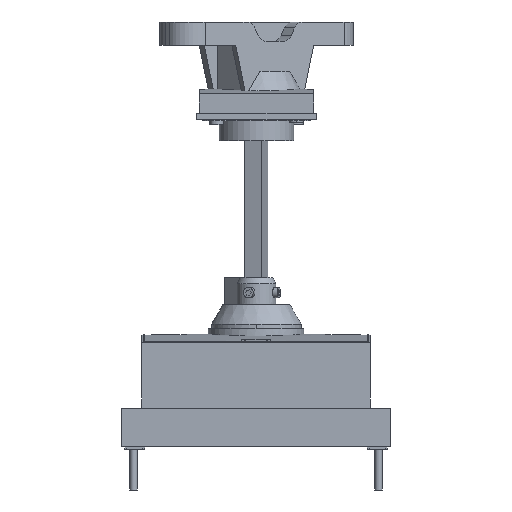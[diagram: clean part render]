
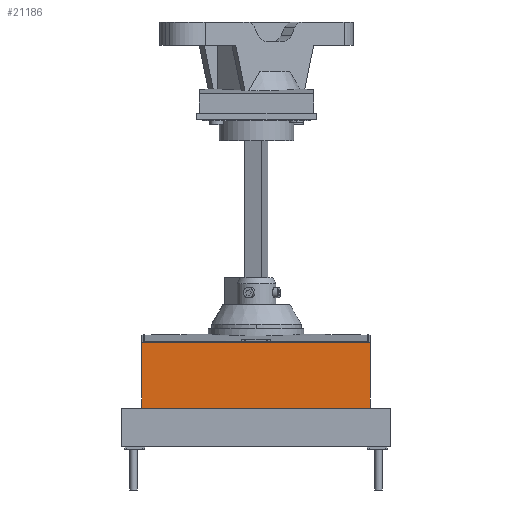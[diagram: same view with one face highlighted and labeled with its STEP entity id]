
A CAD part, front view. The second image highlights one B-rep face of the part: STEP entity #21186.
In plain terms, the highlighted planar face has unit normal (0, -1, 0).
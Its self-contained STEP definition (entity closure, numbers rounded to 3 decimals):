
#6150=DIRECTION('',(1.,0.,0.));
#6151=VECTOR('',#6150,153.);
#6152=CARTESIAN_POINT('',(13.5,3.,54.8));
#6153=LINE('',#6152,#6151);
#6290=DIRECTION('',(0.,0.,-1.));
#6291=VECTOR('',#6290,43.745);
#6292=CARTESIAN_POINT('',(13.5,3.,98.545));
#6293=LINE('',#6292,#6291);
#6813=DIRECTION('',(0.,0.,1.));
#6814=VECTOR('',#6813,43.745);
#6815=CARTESIAN_POINT('',(166.5,3.,54.8));
#6816=LINE('',#6815,#6814);
#7172=DIRECTION('',(-1.,0.,0.));
#7173=VECTOR('',#7172,153.);
#7174=CARTESIAN_POINT('',(166.5,3.,98.545));
#7175=LINE('',#7174,#7173);
#13144=CARTESIAN_POINT('',(13.5,3.,98.545));
#13146=VERTEX_POINT('',#13144);
#13148=CARTESIAN_POINT('',(166.5,3.,98.545));
#13150=VERTEX_POINT('',#13148);
#13156=CARTESIAN_POINT('',(13.5,3.,54.8));
#13157=CARTESIAN_POINT('',(166.5,3.,54.8));
#13158=VERTEX_POINT('',#13156);
#13159=VERTEX_POINT('',#13157);
#21174=CARTESIAN_POINT('',(0.,3.,98.545));
#21175=DIRECTION('',(0.,1.,0.));
#21176=DIRECTION('',(0.,0.,-1.));
#21177=AXIS2_PLACEMENT_3D('',#21174,#21175,#21176);
#21178=PLANE('',#21177);
#21179=ORIENTED_EDGE('',*,*,#20655,.F.);
#21181=ORIENTED_EDGE('',*,*,#21180,.F.);
#21182=ORIENTED_EDGE('',*,*,#21017,.F.);
#21183=ORIENTED_EDGE('',*,*,#20564,.F.);
#21184=EDGE_LOOP('',(#21179,#21181,#21182,#21183));
#21185=FACE_OUTER_BOUND('',#21184,.F.);
#20564=EDGE_CURVE('',#13158,#13159,#6153,.T.);
#20655=EDGE_CURVE('',#13146,#13158,#6293,.T.);
#21017=EDGE_CURVE('',#13159,#13150,#6816,.T.);
#21180=EDGE_CURVE('',#13150,#13146,#7175,.T.);
#21186=ADVANCED_FACE('',(#21185),#21178,.F.);
